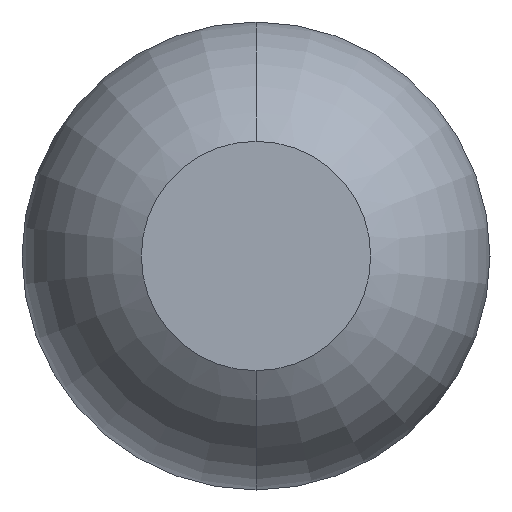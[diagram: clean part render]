
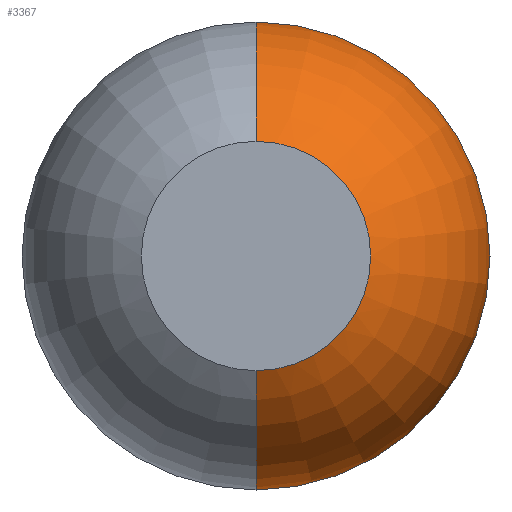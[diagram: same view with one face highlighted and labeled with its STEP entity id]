
A CAD part, front view. The second image highlights one B-rep face of the part: STEP entity #3367.
In plain terms, the highlighted toroidal (fillet/blend) face has major radius 0.01 mm and minor radius 0.5 mm.
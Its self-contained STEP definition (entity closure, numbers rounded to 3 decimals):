
#119 = ORIENTED_EDGE ( 'NONE', *, *, #1290, .T. ) ;
#145 = DIRECTION ( 'NONE',  ( 0., 0., -1. ) ) ;
#314 = CARTESIAN_POINT ( 'NONE',  ( 0., -24.961, 0. ) ) ;
#602 = VERTEX_POINT ( 'NONE', #4796 ) ;
#701 = CIRCLE ( 'NONE', #4957, 0.51 ) ;
#931 = DIRECTION ( 'NONE',  ( -1., 0., 0. ) ) ;
#1017 = EDGE_LOOP ( 'NONE', ( #4414, #119, #3576, #2676 ) ) ;
#1168 = AXIS2_PLACEMENT_3D ( 'NONE', #5084, #4144, #5042 ) ;
#1290 = EDGE_CURVE ( 'NONE', #4224, #1626, #4072, .T. ) ;
#1601 = AXIS2_PLACEMENT_3D ( 'NONE', #5110, #931, #1850 ) ;
#1626 = VERTEX_POINT ( 'NONE', #4103 ) ;
#1643 = CIRCLE ( 'NONE', #1601, 0.5 ) ;
#1850 = DIRECTION ( 'NONE',  ( 0., 0., 1. ) ) ;
#2281 = FACE_OUTER_BOUND ( 'NONE', #1017, .T. ) ;
#2310 = EDGE_CURVE ( 'NONE', #602, #2788, #1643, .T. ) ;
#2398 = CARTESIAN_POINT ( 'NONE',  ( 0., -25.4, -0.25 ) ) ;
#2535 = DIRECTION ( 'NONE',  ( 0., -1., 0. ) ) ;
#2555 = CARTESIAN_POINT ( 'NONE',  ( 0., -24.961, 0. ) ) ;
#2580 = TOROIDAL_SURFACE ( 'NONE', #5606, 0.01, 0.5 ) ;
#2642 = CIRCLE ( 'NONE', #5244, 0.25 ) ;
#2676 = ORIENTED_EDGE ( 'NONE', *, *, #2310, .F. ) ;
#2788 = VERTEX_POINT ( 'NONE', #2398 ) ;
#3153 = EDGE_CURVE ( 'Defeature ausgef�hrt2_0+Defeature ausgef�hrt2_101+Defeature ausgef�hrt2_101+Defeature ausgef�hrt2_101', #602, #4224, #701, .T. ) ;
#3367 = ADVANCED_FACE ( 'Defeature ausgef�hrt2_0', ( #2281 ), #2580, .T. ) ;
#3576 = ORIENTED_EDGE ( 'NONE', *, *, #5717, .T. ) ;
#4066 = CARTESIAN_POINT ( 'NONE',  ( 0., -25.4, 0. ) ) ;
#4072 = CIRCLE ( 'NONE', #1168, 0.5 ) ;
#4103 = CARTESIAN_POINT ( 'NONE',  ( 0., -25.4, 0.25 ) ) ;
#4144 = DIRECTION ( 'NONE',  ( 1., 0., 0. ) ) ;
#4224 = VERTEX_POINT ( 'NONE', #5091 ) ;
#4414 = ORIENTED_EDGE ( 'NONE', *, *, #3153, .T. ) ;
#4796 = CARTESIAN_POINT ( 'NONE',  ( 0., -24.961, -0.51 ) ) ;
#4879 = DIRECTION ( 'NONE',  ( 0., 0., -1. ) ) ;
#4957 = AXIS2_PLACEMENT_3D ( 'NONE', #314, #5329, #4879 ) ;
#5042 = DIRECTION ( 'NONE',  ( 0., 0., -1. ) ) ;
#5084 = CARTESIAN_POINT ( 'NONE',  ( 0., -24.961, 0.01 ) ) ;
#5091 = CARTESIAN_POINT ( 'NONE',  ( 0., -24.961, 0.51 ) ) ;
#5110 = CARTESIAN_POINT ( 'NONE',  ( 0., -24.961, -0.01 ) ) ;
#5244 = AXIS2_PLACEMENT_3D ( 'NONE', #4066, #5885, #5860 ) ;
#5329 = DIRECTION ( 'NONE',  ( 0., -1., 0. ) ) ;
#5606 = AXIS2_PLACEMENT_3D ( 'NONE', #2555, #2535, #145 ) ;
#5717 = EDGE_CURVE ( 'Defeature ausgef�hrt2_0+Defeature ausgef�hrt2_102+Defeature ausgef�hrt2_102+Defeature ausgef�hrt2_102', #1626, #2788, #2642, .T. ) ;
#5860 = DIRECTION ( 'NONE',  ( 0., 0., 1. ) ) ;
#5885 = DIRECTION ( 'NONE',  ( 0., 1., 0. ) ) ;
